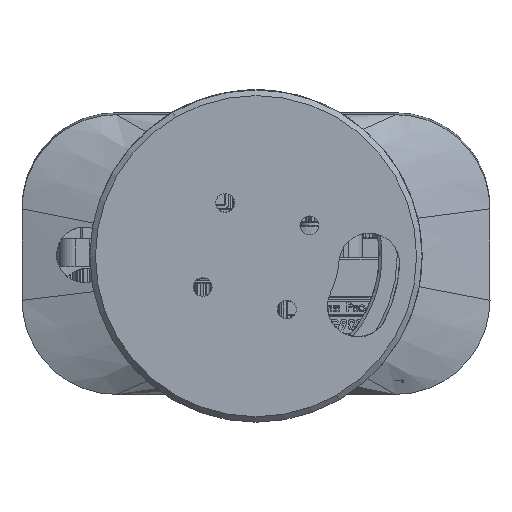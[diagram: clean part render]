
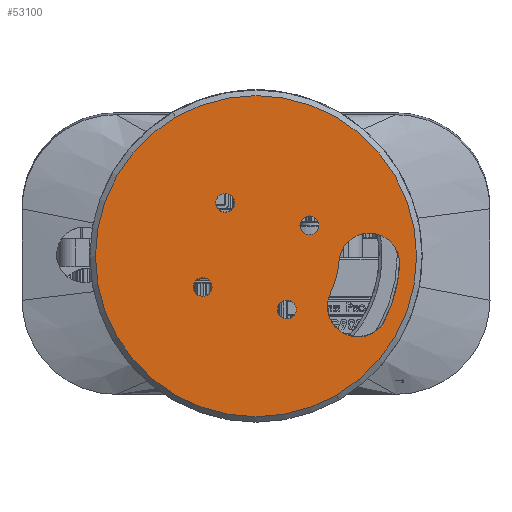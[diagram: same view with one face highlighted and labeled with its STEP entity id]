
A CAD part, top view. The second image highlights one B-rep face of the part: STEP entity #53100.
In plain terms, the highlighted face is planar.
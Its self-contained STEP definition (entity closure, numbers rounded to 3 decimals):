
#52085=CARTESIAN_POINT('',(0.,0.,0.));
#52086=DIRECTION('',(0.,0.,-1.));
#52087=DIRECTION('',(1.,0.,0.));
#52088=AXIS2_PLACEMENT_3D('',#52085,#52086,#52087);
#52090=CARTESIAN_POINT('',(0.,0.,0.));
#52091=DIRECTION('',(0.,0.,-1.));
#52092=DIRECTION('',(-1.,0.,0.));
#52093=AXIS2_PLACEMENT_3D('',#52090,#52091,#52092);
#52095=CARTESIAN_POINT('',(0.,-11.125,0.));
#52096=DIRECTION('',(0.,0.,1.));
#52097=DIRECTION('',(-1.,0.,0.));
#52098=AXIS2_PLACEMENT_3D('',#52095,#52096,#52097);
#52100=CARTESIAN_POINT('',(0.,-11.125,0.));
#52101=DIRECTION('',(0.,0.,1.));
#52102=DIRECTION('',(1.,0.,0.));
#52103=AXIS2_PLACEMENT_3D('',#52100,#52101,#52102);
#52105=CARTESIAN_POINT('',(11.125,0.,0.));
#52106=DIRECTION('',(0.,0.,1.));
#52107=DIRECTION('',(-1.,0.,0.));
#52108=AXIS2_PLACEMENT_3D('',#52105,#52106,#52107);
#52110=CARTESIAN_POINT('',(11.125,0.,0.));
#52111=DIRECTION('',(0.,0.,1.));
#52112=DIRECTION('',(1.,0.,0.));
#52113=AXIS2_PLACEMENT_3D('',#52110,#52111,#52112);
#52115=CARTESIAN_POINT('',(0.,11.125,0.));
#52116=DIRECTION('',(0.,0.,1.));
#52117=DIRECTION('',(-1.,0.,0.));
#52118=AXIS2_PLACEMENT_3D('',#52115,#52116,#52117);
#52120=CARTESIAN_POINT('',(0.,11.125,0.));
#52121=DIRECTION('',(0.,0.,1.));
#52122=DIRECTION('',(1.,0.,0.));
#52123=AXIS2_PLACEMENT_3D('',#52120,#52121,#52122);
#52125=CARTESIAN_POINT('',(-11.125,0.,0.));
#52126=DIRECTION('',(0.,0.,1.));
#52127=DIRECTION('',(-1.,0.,0.));
#52128=AXIS2_PLACEMENT_3D('',#52125,#52126,#52127);
#52130=CARTESIAN_POINT('',(-11.125,0.,0.));
#52131=DIRECTION('',(0.,0.,1.));
#52132=DIRECTION('',(1.,0.,0.));
#52133=AXIS2_PLACEMENT_3D('',#52130,#52131,#52132);
#52135=CARTESIAN_POINT('',(0.,0.,0.));
#52136=DIRECTION('',(0.,0.,-1.));
#52137=DIRECTION('',(-0.831,0.556,0.));
#52138=AXIS2_PLACEMENT_3D('',#52135,#52136,#52137);
#52140=CARTESIAN_POINT('',(-17.045,11.389,0.));
#52141=DIRECTION('',(0.,0.,1.));
#52142=DIRECTION('',(-0.831,0.556,0.));
#52143=AXIS2_PLACEMENT_3D('',#52140,#52141,#52142);
#52145=CARTESIAN_POINT('',(0.,0.,0.));
#52146=DIRECTION('',(0.,0.,1.));
#52147=DIRECTION('',(-0.556,0.831,0.));
#52148=AXIS2_PLACEMENT_3D('',#52145,#52146,#52147);
#52150=CARTESIAN_POINT('',(-11.389,17.045,0.));
#52151=DIRECTION('',(0.,0.,1.));
#52152=DIRECTION('',(0.556,-0.831,0.));
#52153=AXIS2_PLACEMENT_3D('',#52150,#52151,#52152);
#52717=CARTESIAN_POINT('',(-12.472,8.333,0.));
#52718=CARTESIAN_POINT('',(-8.333,12.472,0.));
#52719=VERTEX_POINT('',#52717);
#52720=VERTEX_POINT('',#52718);
#52721=CARTESIAN_POINT('',(-14.444,21.619,0.));
#52722=VERTEX_POINT('',#52721);
#52723=CARTESIAN_POINT('',(-21.619,14.444,0.));
#52724=VERTEX_POINT('',#52723);
#52774=CARTESIAN_POINT('',(29.,0.,0.));
#52776=VERTEX_POINT('',#52774);
#52778=CARTESIAN_POINT('',(-29.,0.,0.));
#52779=VERTEX_POINT('',#52778);
#52819=CARTESIAN_POINT('',(-9.425,0.,0.));
#52820=VERTEX_POINT('',#52819);
#52821=CARTESIAN_POINT('',(-12.825,0.,0.));
#52822=VERTEX_POINT('',#52821);
#52831=CARTESIAN_POINT('',(1.7,11.125,0.));
#52832=VERTEX_POINT('',#52831);
#52833=CARTESIAN_POINT('',(-1.7,11.125,0.));
#52834=VERTEX_POINT('',#52833);
#52843=CARTESIAN_POINT('',(12.825,0.,0.));
#52844=VERTEX_POINT('',#52843);
#52845=CARTESIAN_POINT('',(9.425,0.,0.));
#52846=VERTEX_POINT('',#52845);
#52855=CARTESIAN_POINT('',(1.7,-11.125,0.));
#52856=VERTEX_POINT('',#52855);
#52857=CARTESIAN_POINT('',(-1.7,-11.125,0.));
#52858=VERTEX_POINT('',#52857);
#53057=CARTESIAN_POINT('',(0.,0.,0.));
#53058=DIRECTION('',(0.,0.,1.));
#53059=DIRECTION('',(1.,0.,0.));
#53060=AXIS2_PLACEMENT_3D('',#53057,#53058,#53059);
#53061=PLANE('',#53060);
#53062=ORIENTED_EDGE('',*,*,#52868,.F.);
#53064=ORIENTED_EDGE('',*,*,#53063,.F.);
#53065=EDGE_LOOP('',(#53062,#53064));
#53066=FACE_OUTER_BOUND('',#53065,.F.);
#53068=ORIENTED_EDGE('',*,*,#53067,.F.);
#53070=ORIENTED_EDGE('',*,*,#53069,.F.);
#53071=EDGE_LOOP('',(#53068,#53070));
#53072=FACE_BOUND('',#53071,.F.);
#53074=ORIENTED_EDGE('',*,*,#53073,.F.);
#53076=ORIENTED_EDGE('',*,*,#53075,.F.);
#53077=EDGE_LOOP('',(#53074,#53076));
#53078=FACE_BOUND('',#53077,.F.);
#53080=ORIENTED_EDGE('',*,*,#53079,.F.);
#53082=ORIENTED_EDGE('',*,*,#53081,.F.);
#53083=EDGE_LOOP('',(#53080,#53082));
#53084=FACE_BOUND('',#53083,.F.);
#53086=ORIENTED_EDGE('',*,*,#53085,.F.);
#53088=ORIENTED_EDGE('',*,*,#53087,.F.);
#53089=EDGE_LOOP('',(#53086,#53088));
#53090=FACE_BOUND('',#53089,.F.);
#53092=ORIENTED_EDGE('',*,*,#53091,.F.);
#53093=ORIENTED_EDGE('',*,*,#53047,.F.);
#53095=ORIENTED_EDGE('',*,*,#53094,.F.);
#53097=ORIENTED_EDGE('',*,*,#53096,.F.);
#53098=EDGE_LOOP('',(#53092,#53093,#53095,#53097));
#53099=FACE_BOUND('',#53098,.F.);
#53100=ADVANCED_FACE('',(#53066,#53072,#53078,#53084,#53090,#53099),#53061,.F.);
#52089=CIRCLE('',#52088,29.);
#52094=CIRCLE('',#52093,29.);
#52099=CIRCLE('',#52098,1.7);
#52104=CIRCLE('',#52103,1.7);
#52109=CIRCLE('',#52108,1.7);
#52114=CIRCLE('',#52113,1.7);
#52119=CIRCLE('',#52118,1.7);
#52124=CIRCLE('',#52123,1.7);
#52129=CIRCLE('',#52128,1.7);
#52134=CIRCLE('',#52133,1.7);
#52139=CIRCLE('',#52138,15.);
#52144=CIRCLE('',#52143,5.5);
#52149=CIRCLE('',#52148,26.);
#52154=CIRCLE('',#52153,5.5);
#52868=EDGE_CURVE('',#52776,#52779,#52089,.T.);
#53047=EDGE_CURVE('',#52724,#52719,#52144,.T.);
#53063=EDGE_CURVE('',#52779,#52776,#52094,.T.);
#53067=EDGE_CURVE('',#52858,#52856,#52099,.T.);
#53069=EDGE_CURVE('',#52856,#52858,#52104,.T.);
#53073=EDGE_CURVE('',#52846,#52844,#52109,.T.);
#53075=EDGE_CURVE('',#52844,#52846,#52114,.T.);
#53079=EDGE_CURVE('',#52834,#52832,#52119,.T.);
#53081=EDGE_CURVE('',#52832,#52834,#52124,.T.);
#53085=EDGE_CURVE('',#52822,#52820,#52129,.T.);
#53087=EDGE_CURVE('',#52820,#52822,#52134,.T.);
#53091=EDGE_CURVE('',#52719,#52720,#52139,.T.);
#53094=EDGE_CURVE('',#52722,#52724,#52149,.T.);
#53096=EDGE_CURVE('',#52720,#52722,#52154,.T.);
